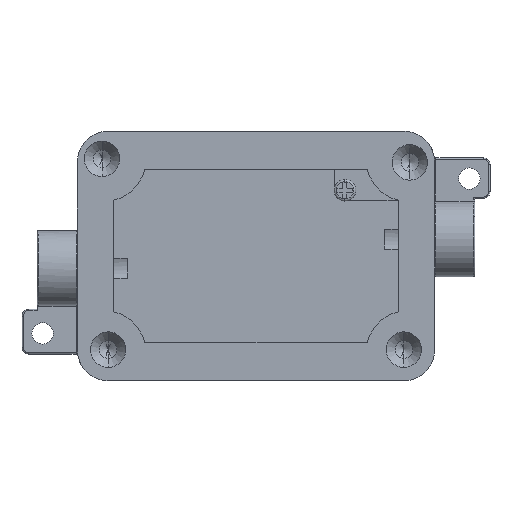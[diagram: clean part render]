
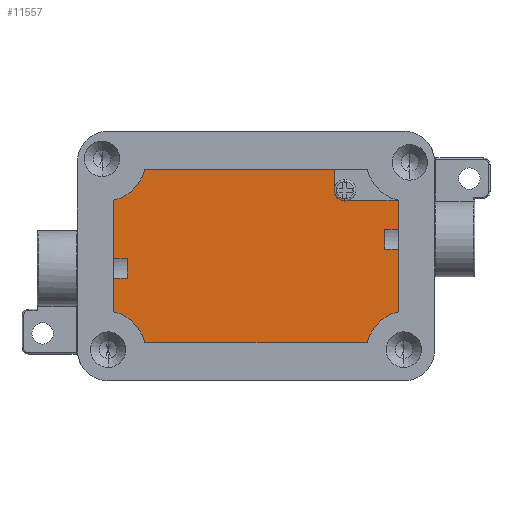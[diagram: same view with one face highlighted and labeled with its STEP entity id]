
A CAD part, front view. The second image highlights one B-rep face of the part: STEP entity #11557.
In plain terms, the highlighted planar face has unit normal (0, -1, 0).
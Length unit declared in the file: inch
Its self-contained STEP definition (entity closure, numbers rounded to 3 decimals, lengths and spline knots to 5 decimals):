
#28 = ORIENTED_EDGE ( 'NONE', *, *, #3930, .F. ) ;
#123 = AXIS2_PLACEMENT_3D ( 'NONE', #1585, #9591, #2734 ) ;
#210 = VERTEX_POINT ( 'NONE', #4202 ) ;
#260 = CARTESIAN_POINT ( 'NONE',  ( -1.67031, 1.525, -1.305 ) ) ;
#594 = VERTEX_POINT ( 'NONE', #11530 ) ;
#605 = VECTOR ( 'NONE', #738, 39.37008 ) ;
#738 = DIRECTION ( 'NONE',  ( 0., 0., -1. ) ) ;
#899 = LINE ( 'NONE', #4700, #12669 ) ;
#1164 = ORIENTED_EDGE ( 'NONE', *, *, #12301, .T. ) ;
#1302 = LINE ( 'NONE', #13267, #605 ) ;
#1413 = CIRCLE ( 'NONE', #4418, 0.63316 ) ;
#1480 = FACE_OUTER_BOUND ( 'NONE', #10523, .T. ) ;
#1485 = DIRECTION ( 'NONE',  ( -1., 0., 0. ) ) ;
#1533 = CARTESIAN_POINT ( 'NONE',  ( 2.135, 1.525, 0.40083 ) ) ;
#1585 = CARTESIAN_POINT ( 'NONE',  ( 1.385, 1.525, 1.03631 ) ) ;
#1651 = ORIENTED_EDGE ( 'NONE', *, *, #7166, .F. ) ;
#1667 = CARTESIAN_POINT ( 'NONE',  ( 2.135, 1.525, 0.83631 ) ) ;
#1752 = EDGE_CURVE ( 'NONE', #10758, #12341, #1302, .T. ) ;
#1899 = VERTEX_POINT ( 'NONE', #3690 ) ;
#2102 = CARTESIAN_POINT ( 'NONE',  ( -1.93297, 1.525, -0.33406 ) ) ;
#2119 = LINE ( 'NONE', #1667, #5179 ) ;
#2373 = EDGE_CURVE ( 'NONE', #11654, #6655, #10948, .T. ) ;
#2426 = CARTESIAN_POINT ( 'NONE',  ( -1.67031, 1.525, -1.305 ) ) ;
#2491 = VECTOR ( 'NONE', #3795, 39.37008 ) ;
#2594 = CARTESIAN_POINT ( 'NONE',  ( -2.28639, 1.525, 1.45111 ) ) ;
#2639 = DIRECTION ( 'NONE',  ( -1., 0., 0. ) ) ;
#2666 = DIRECTION ( 'NONE',  ( 0., 0., -1. ) ) ;
#2727 = CARTESIAN_POINT ( 'NONE',  ( 2.28639, 1.525, -1.45111 ) ) ;
#2734 = DIRECTION ( 'NONE',  ( 0., 0., -1. ) ) ;
#2859 = ORIENTED_EDGE ( 'NONE', *, *, #10892, .F. ) ;
#3340 = CARTESIAN_POINT ( 'NONE',  ( -2.28639, 1.525, 1.45111 ) ) ;
#3389 = VERTEX_POINT ( 'NONE', #4072 ) ;
#3550 = LINE ( 'NONE', #3800, #9281 ) ;
#3657 = EDGE_CURVE ( 'NONE', #4148, #10565, #899, .T. ) ;
#3668 = CARTESIAN_POINT ( 'NONE',  ( 1.93297, 1.525, 1.45111 ) ) ;
#3690 = CARTESIAN_POINT ( 'NONE',  ( 2.135, 1.525, 0.83631 ) ) ;
#3727 = CARTESIAN_POINT ( 'NONE',  ( 2.135, 1.525, 0.83631 ) ) ;
#3737 = DIRECTION ( 'NONE',  ( 0., 0., 1. ) ) ;
#3788 = VECTOR ( 'NONE', #13290, 39.37008 ) ;
#3795 = DIRECTION ( 'NONE',  ( 0., 0., 1. ) ) ;
#3800 = CARTESIAN_POINT ( 'NONE',  ( -1.93297, 1.525, -0.33406 ) ) ;
#3877 = DIRECTION ( 'NONE',  ( 0., 0., 1. ) ) ;
#3930 = EDGE_CURVE ( 'NONE', #7223, #11654, #7863, .T. ) ;
#3975 = EDGE_CURVE ( 'NONE', #6469, #3389, #1413, .T. ) ;
#4072 = CARTESIAN_POINT ( 'NONE',  ( 2.135, 1.525, -0.83631 ) ) ;
#4148 = VERTEX_POINT ( 'NONE', #6484 ) ;
#4202 = CARTESIAN_POINT ( 'NONE',  ( -1.67031, 1.525, 1.305 ) ) ;
#4321 = VECTOR ( 'NONE', #4825, 39.37008 ) ;
#4418 = AXIS2_PLACEMENT_3D ( 'NONE', #2727, #10723, #3877 ) ;
#4484 = VERTEX_POINT ( 'NONE', #7116 ) ;
#4569 = EDGE_CURVE ( 'NONE', #9130, #1899, #2119, .T. ) ;
#4669 = VECTOR ( 'NONE', #11329, 39.37008 ) ;
#4700 = CARTESIAN_POINT ( 'NONE',  ( -2.135, 1.525, 0.83631 ) ) ;
#4774 = ORIENTED_EDGE ( 'NONE', *, *, #7402, .F. ) ;
#4776 = ORIENTED_EDGE ( 'NONE', *, *, #2373, .F. ) ;
#4825 = DIRECTION ( 'NONE',  ( 0., 0., -1. ) ) ;
#5026 = DIRECTION ( 'NONE',  ( 1., 0., 0. ) ) ;
#5138 = DIRECTION ( 'NONE',  ( 0., 0., 1. ) ) ;
#5179 = VECTOR ( 'NONE', #8514, 39.37008 ) ;
#5309 = CARTESIAN_POINT ( 'NONE',  ( 1.93297, 1.525, 0.40083 ) ) ;
#5334 = DIRECTION ( 'NONE',  ( 0., 1., 0. ) ) ;
#5355 = CARTESIAN_POINT ( 'NONE',  ( -2.135, 1.525, -0.03567 ) ) ;
#5634 = CIRCLE ( 'NONE', #12364, 0.63316 ) ;
#6063 = LINE ( 'NONE', #2426, #9091 ) ;
#6297 = LINE ( 'NONE', #14172, #8975 ) ;
#6448 = ORIENTED_EDGE ( 'NONE', *, *, #3657, .T. ) ;
#6469 = VERTEX_POINT ( 'NONE', #8770 ) ;
#6484 = CARTESIAN_POINT ( 'NONE',  ( -2.135, 1.525, -0.33406 ) ) ;
#6655 = VERTEX_POINT ( 'NONE', #9147 ) ;
#6680 = ORIENTED_EDGE ( 'NONE', *, *, #14189, .T. ) ;
#6700 = CIRCLE ( 'NONE', #10347, 0.63316 ) ;
#6782 = DIRECTION ( 'NONE',  ( 1., 0., 0. ) ) ;
#6819 = DIRECTION ( 'NONE',  ( 0., 1., 0. ) ) ;
#6824 = LINE ( 'NONE', #5309, #3788 ) ;
#7047 = AXIS2_PLACEMENT_3D ( 'NONE', #3340, #6819, #14808 ) ;
#7116 = CARTESIAN_POINT ( 'NONE',  ( 1.93297, 1.525, 0.10243 ) ) ;
#7166 = EDGE_CURVE ( 'NONE', #594, #4484, #10395, .T. ) ;
#7223 = VERTEX_POINT ( 'NONE', #14022 ) ;
#7314 = EDGE_CURVE ( 'NONE', #12341, #8098, #6297, .T. ) ;
#7402 = EDGE_CURVE ( 'NONE', #13426, #8098, #8619, .T. ) ;
#7453 = CARTESIAN_POINT ( 'NONE',  ( -2.135, 1.525, 0.83631 ) ) ;
#7682 = LINE ( 'NONE', #8335, #13383 ) ;
#7690 = CARTESIAN_POINT ( 'NONE',  ( 2.135, 1.525, 0.83631 ) ) ;
#7863 = LINE ( 'NONE', #8380, #13562 ) ;
#7963 = ORIENTED_EDGE ( 'NONE', *, *, #9505, .T. ) ;
#8098 = VERTEX_POINT ( 'NONE', #13923 ) ;
#8157 = DIRECTION ( 'NONE',  ( 0., 0., -1. ) ) ;
#8332 = ORIENTED_EDGE ( 'NONE', *, *, #12436, .T. ) ;
#8335 = CARTESIAN_POINT ( 'NONE',  ( 1.93297, 1.525, 0.10243 ) ) ;
#8380 = CARTESIAN_POINT ( 'NONE',  ( 1.185, 1.525, 1.305 ) ) ;
#8514 = DIRECTION ( 'NONE',  ( 0., 0., 1. ) ) ;
#8619 = LINE ( 'NONE', #13107, #11283 ) ;
#8630 = EDGE_CURVE ( 'NONE', #3389, #12171, #11252, .T. ) ;
#8770 = CARTESIAN_POINT ( 'NONE',  ( 1.67031, 1.525, -1.305 ) ) ;
#8900 = ORIENTED_EDGE ( 'NONE', *, *, #7314, .T. ) ;
#8975 = VECTOR ( 'NONE', #5026, 39.37008 ) ;
#9091 = VECTOR ( 'NONE', #9265, 39.37008 ) ;
#9125 = ORIENTED_EDGE ( 'NONE', *, *, #9221, .T. ) ;
#9130 = VERTEX_POINT ( 'NONE', #1533 ) ;
#9147 = CARTESIAN_POINT ( 'NONE',  ( 1.385, 1.525, 0.83631 ) ) ;
#9221 = EDGE_CURVE ( 'NONE', #10565, #9503, #6700, .T. ) ;
#9265 = DIRECTION ( 'NONE',  ( 1., 0., 0. ) ) ;
#9281 = VECTOR ( 'NONE', #2639, 39.37008 ) ;
#9282 = CARTESIAN_POINT ( 'NONE',  ( -2.135, 1.525, -0.83631 ) ) ;
#9503 = VERTEX_POINT ( 'NONE', #260 ) ;
#9505 = EDGE_CURVE ( 'NONE', #210, #10758, #5634, .T. ) ;
#9591 = DIRECTION ( 'NONE',  ( 0., -1., 0. ) ) ;
#9908 = VECTOR ( 'NONE', #6782, 39.37008 ) ;
#10170 = CARTESIAN_POINT ( 'NONE',  ( -1.67031, 1.525, 1.305 ) ) ;
#10215 = PLANE ( 'NONE',  #7047 ) ;
#10347 = AXIS2_PLACEMENT_3D ( 'NONE', #12152, #5334, #13315 ) ;
#10352 = CARTESIAN_POINT ( 'NONE',  ( 1.185, 1.525, 1.03631 ) ) ;
#10395 = LINE ( 'NONE', #3668, #4321 ) ;
#10523 = EDGE_LOOP ( 'NONE', ( #28, #8332, #7963, #10561, #8900, #4774, #13242, #6448, #9125, #14714, #13214, #13105, #6680, #1651, #1164, #12592, #2859, #4776 ) ) ;
#10561 = ORIENTED_EDGE ( 'NONE', *, *, #1752, .T. ) ;
#10565 = VERTEX_POINT ( 'NONE', #9282 ) ;
#10598 = DIRECTION ( 'NONE',  ( 0., 1., 0. ) ) ;
#10723 = DIRECTION ( 'NONE',  ( 0., 1., 0. ) ) ;
#10757 = LINE ( 'NONE', #10170, #4669 ) ;
#10758 = VERTEX_POINT ( 'NONE', #7453 ) ;
#10892 = EDGE_CURVE ( 'NONE', #6655, #1899, #13642, .T. ) ;
#10948 = CIRCLE ( 'NONE', #123, 0.2 ) ;
#11252 = LINE ( 'NONE', #3727, #2491 ) ;
#11283 = VECTOR ( 'NONE', #5138, 39.37008 ) ;
#11329 = DIRECTION ( 'NONE',  ( -1., 0., 0. ) ) ;
#11530 = CARTESIAN_POINT ( 'NONE',  ( 1.93297, 1.525, 0.40083 ) ) ;
#11557 = ADVANCED_FACE ( 'NONE', ( #1480 ), #10215, .F. ) ;
#11654 = VERTEX_POINT ( 'NONE', #10352 ) ;
#11793 = CARTESIAN_POINT ( 'NONE',  ( 2.135, 1.525, 0.10243 ) ) ;
#12152 = CARTESIAN_POINT ( 'NONE',  ( -2.28639, 1.525, -1.45111 ) ) ;
#12171 = VERTEX_POINT ( 'NONE', #11793 ) ;
#12301 = EDGE_CURVE ( 'NONE', #594, #9130, #6824, .T. ) ;
#12341 = VERTEX_POINT ( 'NONE', #5355 ) ;
#12364 = AXIS2_PLACEMENT_3D ( 'NONE', #2594, #10598, #3737 ) ;
#12436 = EDGE_CURVE ( 'NONE', #7223, #210, #10757, .T. ) ;
#12592 = ORIENTED_EDGE ( 'NONE', *, *, #4569, .T. ) ;
#12669 = VECTOR ( 'NONE', #8157, 39.37008 ) ;
#13105 = ORIENTED_EDGE ( 'NONE', *, *, #8630, .T. ) ;
#13107 = CARTESIAN_POINT ( 'NONE',  ( -1.93297, 1.525, 1.45111 ) ) ;
#13214 = ORIENTED_EDGE ( 'NONE', *, *, #3975, .T. ) ;
#13242 = ORIENTED_EDGE ( 'NONE', *, *, #13701, .T. ) ;
#13267 = CARTESIAN_POINT ( 'NONE',  ( -2.135, 1.525, 0.83631 ) ) ;
#13290 = DIRECTION ( 'NONE',  ( 1., 0., 0. ) ) ;
#13315 = DIRECTION ( 'NONE',  ( 0., 0., -1. ) ) ;
#13383 = VECTOR ( 'NONE', #1485, 39.37008 ) ;
#13426 = VERTEX_POINT ( 'NONE', #2102 ) ;
#13562 = VECTOR ( 'NONE', #2666, 39.37008 ) ;
#13642 = LINE ( 'NONE', #7690, #9908 ) ;
#13701 = EDGE_CURVE ( 'NONE', #13426, #4148, #3550, .T. ) ;
#13923 = CARTESIAN_POINT ( 'NONE',  ( -1.93297, 1.525, -0.03567 ) ) ;
#14022 = CARTESIAN_POINT ( 'NONE',  ( 1.185, 1.525, 1.305 ) ) ;
#14024 = EDGE_CURVE ( 'NONE', #9503, #6469, #6063, .T. ) ;
#14172 = CARTESIAN_POINT ( 'NONE',  ( -1.93297, 1.525, -0.03567 ) ) ;
#14189 = EDGE_CURVE ( 'NONE', #12171, #4484, #7682, .T. ) ;
#14714 = ORIENTED_EDGE ( 'NONE', *, *, #14024, .T. ) ;
#14808 = DIRECTION ( 'NONE',  ( 0., 0., 1. ) ) ;
